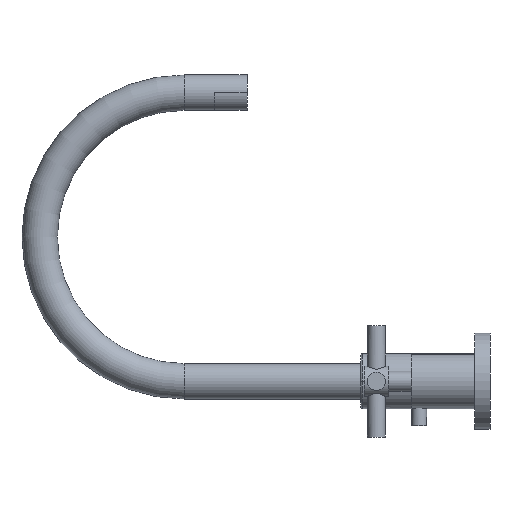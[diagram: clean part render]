
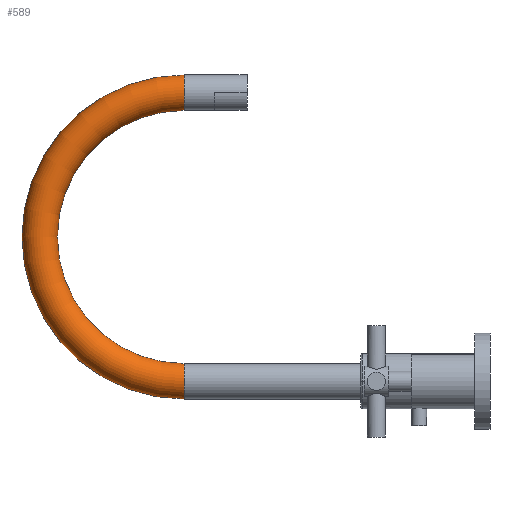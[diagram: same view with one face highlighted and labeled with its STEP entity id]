
A CAD part, left-side view. The second image highlights one B-rep face of the part: STEP entity #589.
In plain terms, the highlighted toroidal (fillet/blend) face has major radius 90.5 mm and minor radius 11.113 mm.
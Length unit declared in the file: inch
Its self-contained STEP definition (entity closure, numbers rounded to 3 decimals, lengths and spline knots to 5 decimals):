
#214=CARTESIAN_POINT('',(0.,7.554,3.563));
#215=DIRECTION('',(1.,0.,0.));
#216=DIRECTION('',(0.,0.,-1.));
#217=AXIS2_PLACEMENT_3D('',#214,#215,#216);
#255=CARTESIAN_POINT('',(0.,7.554,7.126));
#256=DIRECTION('',(0.,-1.,0.));
#257=DIRECTION('',(0.,0.,1.));
#258=AXIS2_PLACEMENT_3D('',#255,#256,#257);
#260=CARTESIAN_POINT('',(0.,7.554,0.));
#261=DIRECTION('',(0.,-1.,0.));
#262=DIRECTION('',(0.,0.,1.));
#263=AXIS2_PLACEMENT_3D('',#260,#261,#262);
#265=CARTESIAN_POINT('',(0.,7.554,3.563));
#266=DIRECTION('',(1.,0.,0.));
#267=DIRECTION('',(0.,0.,-1.));
#268=AXIS2_PLACEMENT_3D('',#265,#266,#267);
#294=CARTESIAN_POINT('',(0.,7.554,7.5635));
#295=CARTESIAN_POINT('',(0.,7.554,6.6885));
#296=VERTEX_POINT('',#294);
#297=VERTEX_POINT('',#295);
#298=CARTESIAN_POINT('',(0.,7.554,-0.4375));
#299=VERTEX_POINT('',#298);
#300=CARTESIAN_POINT('',(0.,7.554,0.4375));
#301=VERTEX_POINT('',#300);
#578=CARTESIAN_POINT('',(0.,7.554,3.563));
#579=DIRECTION('',(-1.,0.,0.));
#580=DIRECTION('',(0.,0.,-1.));
#581=AXIS2_PLACEMENT_3D('',#578,#579,#580);
#582=TOROIDAL_SURFACE('',#581,3.563,0.4375);
#583=ORIENTED_EDGE('',*,*,#563,.T.);
#584=ORIENTED_EDGE('',*,*,#522,.F.);
#585=ORIENTED_EDGE('',*,*,#492,.T.);
#586=ORIENTED_EDGE('',*,*,#519,.T.);
#587=EDGE_LOOP('',(#583,#584,#585,#586));
#588=FACE_OUTER_BOUND('',#587,.F.);
#589=ADVANCED_FACE('',(#588),#582,.T.);
#218=CIRCLE('',#217,3.1255);
#259=CIRCLE('',#258,0.4375);
#264=CIRCLE('',#263,0.4375);
#269=CIRCLE('',#268,4.0005);
#492=EDGE_CURVE('',#301,#299,#264,.T.);
#519=EDGE_CURVE('',#299,#296,#269,.T.);
#522=EDGE_CURVE('',#301,#297,#218,.T.);
#563=EDGE_CURVE('',#296,#297,#259,.T.);
